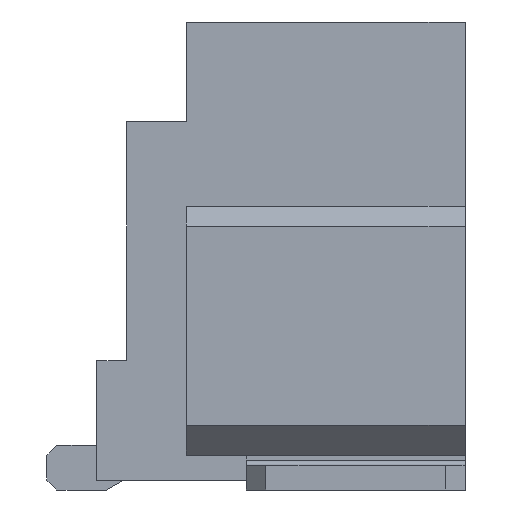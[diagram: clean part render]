
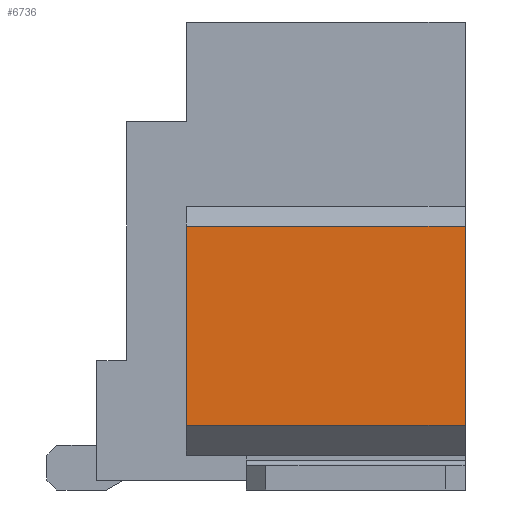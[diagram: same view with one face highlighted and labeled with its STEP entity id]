
A CAD part, left-side view. The second image highlights one B-rep face of the part: STEP entity #6736.
In plain terms, the highlighted face is planar.
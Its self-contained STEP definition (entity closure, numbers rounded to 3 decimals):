
#1100 = PLANE('',#1101);
#1101 = AXIS2_PLACEMENT_3D('',#1102,#1103,#1104);
#1102 = CARTESIAN_POINT('',(5.25,1.85,-2.3));
#1103 = DIRECTION('',(0.,1.,0.));
#1104 = DIRECTION('',(-1.,0.,0.));
#2447 = VERTEX_POINT('',#2448);
#2448 = CARTESIAN_POINT('',(6.75,1.85,-1.75));
#2462 = PLANE('',#2463);
#2463 = AXIS2_PLACEMENT_3D('',#2464,#2465,#2466);
#2464 = CARTESIAN_POINT('',(6.75,1.85,-1.75));
#2465 = DIRECTION('',(0.707,0.,-0.707));
#2466 = DIRECTION('',(-0.707,0.,-0.707));
#2474 = EDGE_CURVE('',#2475,#2447,#2477,.T.);
#2475 = VERTEX_POINT('',#2476);
#2476 = CARTESIAN_POINT('',(6.75,1.85,0.25));
#2477 = SURFACE_CURVE('',#2478,(#2482,#2489),.PCURVE_S1.);
#2478 = LINE('',#2479,#2480);
#2479 = CARTESIAN_POINT('',(6.75,1.85,0.25));
#2480 = VECTOR('',#2481,1.);
#2481 = DIRECTION('',(0.,0.,-1.));
#2482 = PCURVE('',#1100,#2483);
#2483 = DEFINITIONAL_REPRESENTATION('',(#2484),#2488);
#2484 = LINE('',#2485,#2486);
#2485 = CARTESIAN_POINT('',(-1.5,2.55));
#2486 = VECTOR('',#2487,1.);
#2487 = DIRECTION('',(0.,-1.));
#2488 = ( GEOMETRIC_REPRESENTATION_CONTEXT(2) 
PARAMETRIC_REPRESENTATION_CONTEXT() REPRESENTATION_CONTEXT('2D SPACE',''
  ) );
#2489 = PCURVE('',#2490,#2495);
#2490 = PLANE('',#2491);
#2491 = AXIS2_PLACEMENT_3D('',#2492,#2493,#2494);
#2492 = CARTESIAN_POINT('',(6.75,1.85,0.25));
#2493 = DIRECTION('',(1.,0.,0.));
#2494 = DIRECTION('',(0.,0.,-1.));
#2495 = DEFINITIONAL_REPRESENTATION('',(#2496),#2500);
#2496 = LINE('',#2497,#2498);
#2497 = CARTESIAN_POINT('',(0.,0.));
#2498 = VECTOR('',#2499,1.);
#2499 = DIRECTION('',(1.,0.));
#2500 = ( GEOMETRIC_REPRESENTATION_CONTEXT(2) 
PARAMETRIC_REPRESENTATION_CONTEXT() REPRESENTATION_CONTEXT('2D SPACE',''
  ) );
#2518 = PLANE('',#2519);
#2519 = AXIS2_PLACEMENT_3D('',#2520,#2521,#2522);
#2520 = CARTESIAN_POINT('',(5.45,1.85,0.25));
#2521 = DIRECTION('',(0.,0.,1.));
#2522 = DIRECTION('',(1.,0.,0.));
#4461 = PLANE('',#4462);
#4462 = AXIS2_PLACEMENT_3D('',#4463,#4464,#4465);
#4463 = CARTESIAN_POINT('',(5.25,-0.95,-2.3));
#4464 = DIRECTION('',(0.,1.,0.));
#4465 = DIRECTION('',(1.,0.,0.));
#6694 = VERTEX_POINT('',#6695);
#6695 = CARTESIAN_POINT('',(6.75,-0.95,-1.75));
#6716 = EDGE_CURVE('',#2447,#6694,#6717,.T.);
#6717 = SURFACE_CURVE('',#6718,(#6722,#6729),.PCURVE_S1.);
#6718 = LINE('',#6719,#6720);
#6719 = CARTESIAN_POINT('',(6.75,1.85,-1.75));
#6720 = VECTOR('',#6721,1.);
#6721 = DIRECTION('',(0.,-1.,0.));
#6722 = PCURVE('',#2462,#6723);
#6723 = DEFINITIONAL_REPRESENTATION('',(#6724),#6728);
#6724 = LINE('',#6725,#6726);
#6725 = CARTESIAN_POINT('',(0.,0.));
#6726 = VECTOR('',#6727,1.);
#6727 = DIRECTION('',(0.,-1.));
#6728 = ( GEOMETRIC_REPRESENTATION_CONTEXT(2) 
PARAMETRIC_REPRESENTATION_CONTEXT() REPRESENTATION_CONTEXT('2D SPACE',''
  ) );
#6729 = PCURVE('',#2490,#6730);
#6730 = DEFINITIONAL_REPRESENTATION('',(#6731),#6735);
#6731 = LINE('',#6732,#6733);
#6732 = CARTESIAN_POINT('',(2.,0.));
#6733 = VECTOR('',#6734,1.);
#6734 = DIRECTION('',(0.,-1.));
#6735 = ( GEOMETRIC_REPRESENTATION_CONTEXT(2) 
PARAMETRIC_REPRESENTATION_CONTEXT() REPRESENTATION_CONTEXT('2D SPACE',''
  ) );
#6736 = ADVANCED_FACE('',(#6737),#2490,.T.);
#6737 = FACE_BOUND('',#6738,.F.);
#6738 = EDGE_LOOP('',(#6739,#6740,#6741,#6764));
#6739 = ORIENTED_EDGE('',*,*,#2474,.T.);
#6740 = ORIENTED_EDGE('',*,*,#6716,.T.);
#6741 = ORIENTED_EDGE('',*,*,#6742,.F.);
#6742 = EDGE_CURVE('',#6743,#6694,#6745,.T.);
#6743 = VERTEX_POINT('',#6744);
#6744 = CARTESIAN_POINT('',(6.75,-0.95,0.25));
#6745 = SURFACE_CURVE('',#6746,(#6750,#6757),.PCURVE_S1.);
#6746 = LINE('',#6747,#6748);
#6747 = CARTESIAN_POINT('',(6.75,-0.95,0.25));
#6748 = VECTOR('',#6749,1.);
#6749 = DIRECTION('',(0.,0.,-1.));
#6750 = PCURVE('',#2490,#6751);
#6751 = DEFINITIONAL_REPRESENTATION('',(#6752),#6756);
#6752 = LINE('',#6753,#6754);
#6753 = CARTESIAN_POINT('',(0.,-2.8));
#6754 = VECTOR('',#6755,1.);
#6755 = DIRECTION('',(1.,0.));
#6756 = ( GEOMETRIC_REPRESENTATION_CONTEXT(2) 
PARAMETRIC_REPRESENTATION_CONTEXT() REPRESENTATION_CONTEXT('2D SPACE',''
  ) );
#6757 = PCURVE('',#4461,#6758);
#6758 = DEFINITIONAL_REPRESENTATION('',(#6759),#6763);
#6759 = LINE('',#6760,#6761);
#6760 = CARTESIAN_POINT('',(1.5,-2.55));
#6761 = VECTOR('',#6762,1.);
#6762 = DIRECTION('',(0.,1.));
#6763 = ( GEOMETRIC_REPRESENTATION_CONTEXT(2) 
PARAMETRIC_REPRESENTATION_CONTEXT() REPRESENTATION_CONTEXT('2D SPACE',''
  ) );
#6764 = ORIENTED_EDGE('',*,*,#6765,.F.);
#6765 = EDGE_CURVE('',#2475,#6743,#6766,.T.);
#6766 = SURFACE_CURVE('',#6767,(#6771,#6778),.PCURVE_S1.);
#6767 = LINE('',#6768,#6769);
#6768 = CARTESIAN_POINT('',(6.75,1.85,0.25));
#6769 = VECTOR('',#6770,1.);
#6770 = DIRECTION('',(0.,-1.,0.));
#6771 = PCURVE('',#2490,#6772);
#6772 = DEFINITIONAL_REPRESENTATION('',(#6773),#6777);
#6773 = LINE('',#6774,#6775);
#6774 = CARTESIAN_POINT('',(0.,0.));
#6775 = VECTOR('',#6776,1.);
#6776 = DIRECTION('',(0.,-1.));
#6777 = ( GEOMETRIC_REPRESENTATION_CONTEXT(2) 
PARAMETRIC_REPRESENTATION_CONTEXT() REPRESENTATION_CONTEXT('2D SPACE',''
  ) );
#6778 = PCURVE('',#2518,#6779);
#6779 = DEFINITIONAL_REPRESENTATION('',(#6780),#6784);
#6780 = LINE('',#6781,#6782);
#6781 = CARTESIAN_POINT('',(1.3,0.));
#6782 = VECTOR('',#6783,1.);
#6783 = DIRECTION('',(0.,-1.));
#6784 = ( GEOMETRIC_REPRESENTATION_CONTEXT(2) 
PARAMETRIC_REPRESENTATION_CONTEXT() REPRESENTATION_CONTEXT('2D SPACE',''
  ) );
